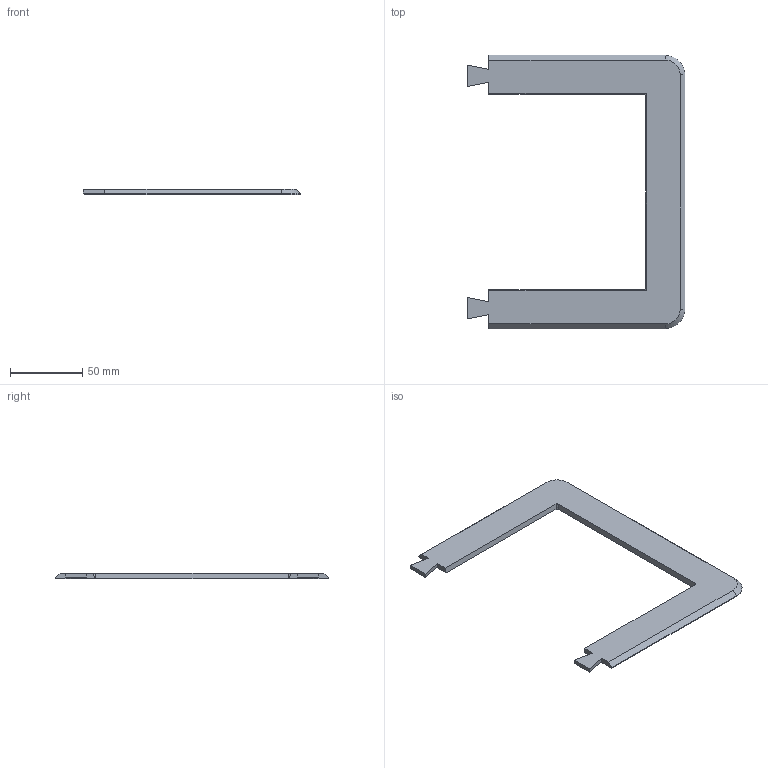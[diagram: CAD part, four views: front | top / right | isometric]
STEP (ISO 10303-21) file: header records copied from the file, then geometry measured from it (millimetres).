
FILE_DESCRIPTION(('FreeCAD Model'),'2;1');
FILE_NAME('Open CASCADE Shape Model','2024-10-12T15:57:55',(''),(''), 'Open CASCADE STEP processor 7.7','FreeCAD','Unknown');
FILE_SCHEMA(('AUTOMOTIVE_DESIGN { 1 0 10303 214 1 1 1 1 }'));
Length unit declared in the file: millimetre
Products named in the file (1): bd-M
Bounding box: 150.5 x 189 x 3.7 mm (x, y, z)
Volume: 38847.7 mm3; surface area: 24793.6 mm2
Topology: 1 solids, 1 shells, 33 faces, 89 edges, 58 vertices
Faces by surface type: plane 27, bspline 2, cylinder 2, cone 2
Entity records: 1139 total; most frequent: CARTESIAN_POINT 313, ORIENTED_EDGE 178, DIRECTION 147, EDGE_CURVE 89, LINE 71, VECTOR 71, VERTEX_POINT 58, AXIS2_PLACEMENT_3D 38
